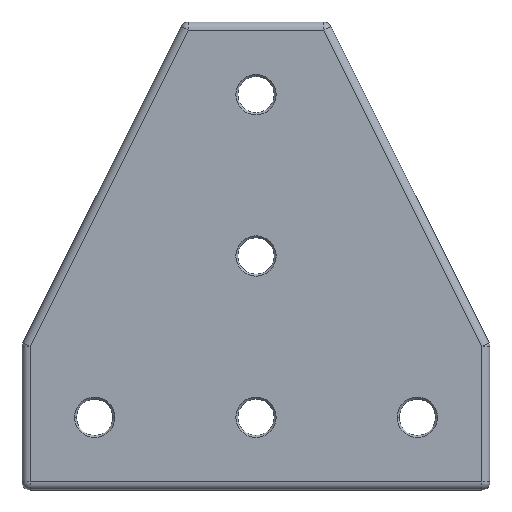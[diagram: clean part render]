
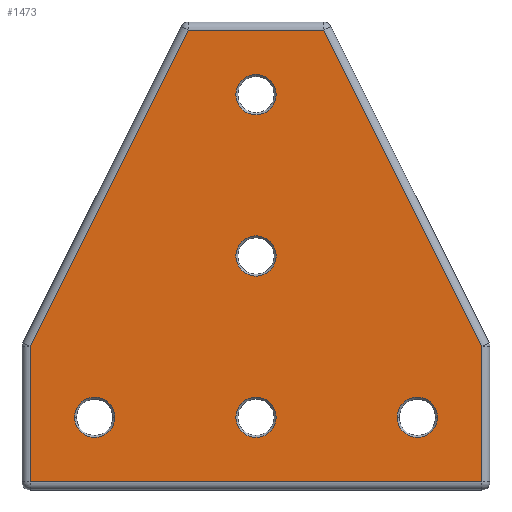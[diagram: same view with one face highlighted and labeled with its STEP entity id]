
A CAD part, top view. The second image highlights one B-rep face of the part: STEP entity #1473.
In plain terms, the highlighted planar face has unit normal (0, 0, 1).
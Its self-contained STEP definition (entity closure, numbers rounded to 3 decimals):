
#27 = LINE ( 'NONE', #653, #753 ) ;
#37 = CARTESIAN_POINT ( 'NONE',  ( -56., -22.447, 6. ) ) ;
#49 = DIRECTION ( 'NONE',  ( 1., 0., 0. ) ) ;
#62 = VERTEX_POINT ( 'NONE', #1188 ) ;
#69 = CARTESIAN_POINT ( 'NONE',  ( 0., 40., 6. ) ) ;
#75 = DIRECTION ( 'NONE',  ( 1., 0., 0. ) ) ;
#102 = LINE ( 'NONE', #1433, #214 ) ;
#104 = VERTEX_POINT ( 'NONE', #1293 ) ;
#116 = VERTEX_POINT ( 'NONE', #455 ) ;
#120 = EDGE_CURVE ( 'NONE', #1371, #928, #337, .T. ) ;
#123 = ORIENTED_EDGE ( 'NONE', *, *, #720, .T. ) ;
#157 = DIRECTION ( 'NONE',  ( 0., 0., 1. ) ) ;
#171 = DIRECTION ( 'NONE',  ( 0., 0., 1. ) ) ;
#182 = ORIENTED_EDGE ( 'NONE', *, *, #1413, .F. ) ;
#195 = ORIENTED_EDGE ( 'NONE', *, *, #261, .F. ) ;
#208 = DIRECTION ( 'NONE',  ( 0., 0., 1. ) ) ;
#214 = VECTOR ( 'NONE', #586, 1000. ) ;
#255 = CARTESIAN_POINT ( 'NONE',  ( 0., -40., 6. ) ) ;
#261 = EDGE_CURVE ( 'NONE', #317, #522, #1109, .T. ) ;
#266 = AXIS2_PLACEMENT_3D ( 'NONE', #1145, #660, #292 ) ;
#275 = ORIENTED_EDGE ( 'NONE', *, *, #305, .F. ) ;
#280 = VERTEX_POINT ( 'NONE', #1167 ) ;
#283 = ORIENTED_EDGE ( 'NONE', *, *, #1146, .T. ) ;
#284 = CARTESIAN_POINT ( 'NONE',  ( 40., -40., 6. ) ) ;
#292 = DIRECTION ( 'NONE',  ( 1., 0., 0. ) ) ;
#294 = LINE ( 'NONE', #784, #903 ) ;
#297 = FACE_BOUND ( 'NONE', #898, .T. ) ;
#305 = EDGE_CURVE ( 'NONE', #522, #317, #1544, .T. ) ;
#308 = CIRCLE ( 'NONE', #594, 5. ) ;
#312 = ORIENTED_EDGE ( 'NONE', *, *, #524, .F. ) ;
#317 = VERTEX_POINT ( 'NONE', #804 ) ;
#319 = CARTESIAN_POINT ( 'NONE',  ( -40., -40., 6. ) ) ;
#320 = VERTEX_POINT ( 'NONE', #1150 ) ;
#324 = CARTESIAN_POINT ( 'NONE',  ( 0., -40., 6. ) ) ;
#337 = CIRCLE ( 'NONE', #509, 5. ) ;
#355 = DIRECTION ( 'NONE',  ( -1., 0., 0. ) ) ;
#371 = CARTESIAN_POINT ( 'NONE',  ( -5., -40., 6. ) ) ;
#377 = VERTEX_POINT ( 'NONE', #1556 ) ;
#378 = EDGE_CURVE ( 'NONE', #1010, #417, #854, .T. ) ;
#383 = DIRECTION ( 'NONE',  ( 0., 0., 1. ) ) ;
#384 = VERTEX_POINT ( 'NONE', #1461 ) ;
#393 = LINE ( 'NONE', #996, #1088 ) ;
#405 = FACE_BOUND ( 'NONE', #729, .T. ) ;
#414 = CIRCLE ( 'NONE', #1447, 5. ) ;
#417 = VERTEX_POINT ( 'NONE', #1467 ) ;
#451 = EDGE_CURVE ( 'NONE', #280, #1288, #308, .T. ) ;
#455 = CARTESIAN_POINT ( 'NONE',  ( -45., -40., 6. ) ) ;
#505 = CARTESIAN_POINT ( 'NONE',  ( 0., 5., 6. ) ) ;
#509 = AXIS2_PLACEMENT_3D ( 'NONE', #324, #1312, #571 ) ;
#517 = VECTOR ( 'NONE', #807, 1000. ) ;
#519 = ORIENTED_EDGE ( 'NONE', *, *, #1393, .T. ) ;
#522 = VERTEX_POINT ( 'NONE', #632 ) ;
#524 = EDGE_CURVE ( 'NONE', #928, #1371, #1055, .T. ) ;
#527 = EDGE_LOOP ( 'NONE', ( #1228, #312 ) ) ;
#534 = DIRECTION ( 'NONE',  ( 1., 0., 0. ) ) ;
#549 = ORIENTED_EDGE ( 'NONE', *, *, #1036, .F. ) ;
#571 = DIRECTION ( 'NONE',  ( 1., 0., 0. ) ) ;
#582 = DIRECTION ( 'NONE',  ( 0., -1., 0. ) ) ;
#586 = DIRECTION ( 'NONE',  ( 1., 0., 0. ) ) ;
#594 = AXIS2_PLACEMENT_3D ( 'NONE', #1208, #208, #582 ) ;
#604 = EDGE_CURVE ( 'NONE', #384, #62, #393, .T. ) ;
#611 = CARTESIAN_POINT ( 'NONE',  ( 16.764, 56., 6. ) ) ;
#632 = CARTESIAN_POINT ( 'NONE',  ( 5., 40., 6. ) ) ;
#651 = DIRECTION ( 'NONE',  ( 1., 0., 0. ) ) ;
#653 = CARTESIAN_POINT ( 'NONE',  ( -56., -56., 6. ) ) ;
#660 = DIRECTION ( 'NONE',  ( 0., 0., 1. ) ) ;
#688 = EDGE_CURVE ( 'NONE', #377, #116, #748, .T. ) ;
#692 = VECTOR ( 'NONE', #1512, 1000. ) ;
#695 = EDGE_LOOP ( 'NONE', ( #123, #1252, #519, #283, #1094, #821 ) ) ;
#698 = LINE ( 'NONE', #823, #517 ) ;
#700 = EDGE_CURVE ( 'NONE', #104, #320, #791, .T. ) ;
#720 = EDGE_CURVE ( 'NONE', #1315, #104, #294, .T. ) ;
#729 = EDGE_LOOP ( 'NONE', ( #980, #958 ) ) ;
#732 = EDGE_CURVE ( 'NONE', #116, #377, #414, .T. ) ;
#748 = CIRCLE ( 'NONE', #1187, 5. ) ;
#753 = VECTOR ( 'NONE', #1003, 1000. ) ;
#784 = CARTESIAN_POINT ( 'NONE',  ( -16.764, 56., 6. ) ) ;
#790 = CARTESIAN_POINT ( 'NONE',  ( 0., 0., 6. ) ) ;
#791 = LINE ( 'NONE', #37, #692 ) ;
#797 = AXIS2_PLACEMENT_3D ( 'NONE', #255, #383, #1379 ) ;
#804 = CARTESIAN_POINT ( 'NONE',  ( -5., 40., 6. ) ) ;
#807 = DIRECTION ( 'NONE',  ( -0.447, 0.894, 0. ) ) ;
#821 = ORIENTED_EDGE ( 'NONE', *, *, #1530, .T. ) ;
#823 = CARTESIAN_POINT ( 'NONE',  ( 16.764, 56., 6. ) ) ;
#854 = CIRCLE ( 'NONE', #1391, 5. ) ;
#883 = DIRECTION ( 'NONE',  ( 0., 1., 0. ) ) ;
#894 = FACE_OUTER_BOUND ( 'NONE', #695, .T. ) ;
#898 = EDGE_LOOP ( 'NONE', ( #1108, #549 ) ) ;
#903 = VECTOR ( 'NONE', #355, 1000. ) ;
#913 = FACE_BOUND ( 'NONE', #1417, .T. ) ;
#928 = VERTEX_POINT ( 'NONE', #371 ) ;
#932 = CARTESIAN_POINT ( 'NONE',  ( -40., -40., 6. ) ) ;
#936 = EDGE_LOOP ( 'NONE', ( #1581, #182 ) ) ;
#958 = ORIENTED_EDGE ( 'NONE', *, *, #732, .F. ) ;
#965 = DIRECTION ( 'NONE',  ( 0., 0., 1. ) ) ;
#972 = CARTESIAN_POINT ( 'NONE',  ( 40., -40., 6. ) ) ;
#980 = ORIENTED_EDGE ( 'NONE', *, *, #688, .F. ) ;
#996 = CARTESIAN_POINT ( 'NONE',  ( 56., -22.447, 6. ) ) ;
#1003 = DIRECTION ( 'NONE',  ( 0., -1., 0. ) ) ;
#1010 = VERTEX_POINT ( 'NONE', #1389 ) ;
#1027 = AXIS2_PLACEMENT_3D ( 'NONE', #1308, #171, #651 ) ;
#1036 = EDGE_CURVE ( 'NONE', #1288, #280, #1450, .T. ) ;
#1039 = CARTESIAN_POINT ( 'NONE',  ( -56., -56., 6. ) ) ;
#1055 = CIRCLE ( 'NONE', #797, 5. ) ;
#1088 = VECTOR ( 'NONE', #883, 1000. ) ;
#1094 = ORIENTED_EDGE ( 'NONE', *, *, #604, .T. ) ;
#1108 = ORIENTED_EDGE ( 'NONE', *, *, #451, .F. ) ;
#1109 = CIRCLE ( 'NONE', #1344, 5. ) ;
#1145 = CARTESIAN_POINT ( 'NONE',  ( -56., -22.447, 6. ) ) ;
#1146 = EDGE_CURVE ( 'NONE', #1478, #384, #102, .T. ) ;
#1150 = CARTESIAN_POINT ( 'NONE',  ( -56., -22.447, 6. ) ) ;
#1167 = CARTESIAN_POINT ( 'NONE',  ( 0., -5., 6. ) ) ;
#1187 = AXIS2_PLACEMENT_3D ( 'NONE', #932, #1390, #1526 ) ;
#1188 = CARTESIAN_POINT ( 'NONE',  ( 56., -22.447, 6. ) ) ;
#1208 = CARTESIAN_POINT ( 'NONE',  ( 0., 0., 6. ) ) ;
#1217 = AXIS2_PLACEMENT_3D ( 'NONE', #790, #157, #1263 ) ;
#1220 = AXIS2_PLACEMENT_3D ( 'NONE', #284, #1405, #49 ) ;
#1228 = ORIENTED_EDGE ( 'NONE', *, *, #120, .F. ) ;
#1252 = ORIENTED_EDGE ( 'NONE', *, *, #700, .T. ) ;
#1255 = FACE_BOUND ( 'NONE', #527, .T. ) ;
#1263 = DIRECTION ( 'NONE',  ( 0., -1., 0. ) ) ;
#1280 = CARTESIAN_POINT ( 'NONE',  ( 5., -40., 6. ) ) ;
#1286 = PLANE ( 'NONE',  #266 ) ;
#1288 = VERTEX_POINT ( 'NONE', #505 ) ;
#1293 = CARTESIAN_POINT ( 'NONE',  ( -16.764, 56., 6. ) ) ;
#1308 = CARTESIAN_POINT ( 'NONE',  ( 0., 40., 6. ) ) ;
#1312 = DIRECTION ( 'NONE',  ( 0., 0., 1. ) ) ;
#1315 = VERTEX_POINT ( 'NONE', #611 ) ;
#1344 = AXIS2_PLACEMENT_3D ( 'NONE', #69, #1528, #534 ) ;
#1371 = VERTEX_POINT ( 'NONE', #1280 ) ;
#1379 = DIRECTION ( 'NONE',  ( 1., 0., 0. ) ) ;
#1389 = CARTESIAN_POINT ( 'NONE',  ( 45., -40., 6. ) ) ;
#1390 = DIRECTION ( 'NONE',  ( 0., 0., 1. ) ) ;
#1391 = AXIS2_PLACEMENT_3D ( 'NONE', #972, #1437, #1580 ) ;
#1393 = EDGE_CURVE ( 'NONE', #320, #1478, #27, .T. ) ;
#1405 = DIRECTION ( 'NONE',  ( 0., 0., 1. ) ) ;
#1413 = EDGE_CURVE ( 'NONE', #417, #1010, #1424, .T. ) ;
#1417 = EDGE_LOOP ( 'NONE', ( #275, #195 ) ) ;
#1424 = CIRCLE ( 'NONE', #1220, 5. ) ;
#1433 = CARTESIAN_POINT ( 'NONE',  ( 56., -56., 6. ) ) ;
#1437 = DIRECTION ( 'NONE',  ( 0., 0., 1. ) ) ;
#1447 = AXIS2_PLACEMENT_3D ( 'NONE', #319, #965, #75 ) ;
#1450 = CIRCLE ( 'NONE', #1217, 5. ) ;
#1461 = CARTESIAN_POINT ( 'NONE',  ( 56., -56., 6. ) ) ;
#1467 = CARTESIAN_POINT ( 'NONE',  ( 35., -40., 6. ) ) ;
#1473 = ADVANCED_FACE ( 'NONE', ( #1509, #405, #913, #1255, #297, #894 ), #1286, .T. ) ;
#1478 = VERTEX_POINT ( 'NONE', #1039 ) ;
#1509 = FACE_BOUND ( 'NONE', #936, .T. ) ;
#1512 = DIRECTION ( 'NONE',  ( -0.447, -0.894, 0. ) ) ;
#1526 = DIRECTION ( 'NONE',  ( 1., 0., 0. ) ) ;
#1528 = DIRECTION ( 'NONE',  ( 0., 0., 1. ) ) ;
#1530 = EDGE_CURVE ( 'NONE', #62, #1315, #698, .T. ) ;
#1544 = CIRCLE ( 'NONE', #1027, 5. ) ;
#1556 = CARTESIAN_POINT ( 'NONE',  ( -35., -40., 6. ) ) ;
#1580 = DIRECTION ( 'NONE',  ( 1., 0., 0. ) ) ;
#1581 = ORIENTED_EDGE ( 'NONE', *, *, #378, .F. ) ;
